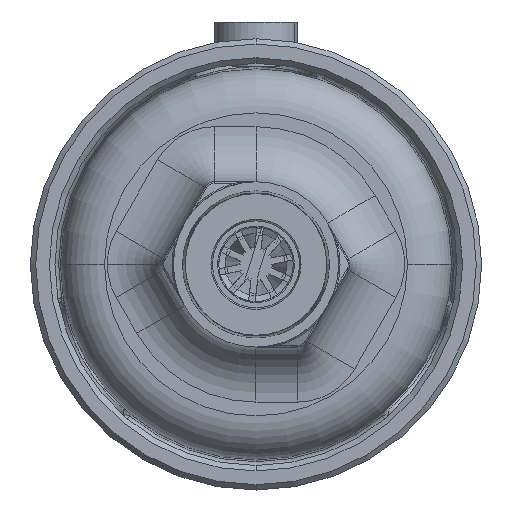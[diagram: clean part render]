
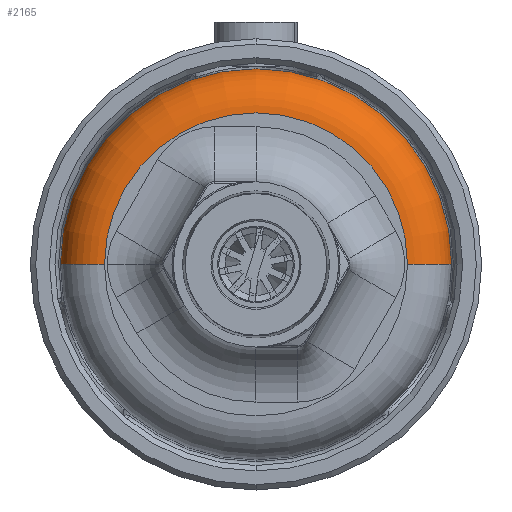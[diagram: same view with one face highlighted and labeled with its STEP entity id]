
A CAD part, front view. The second image highlights one B-rep face of the part: STEP entity #2165.
In plain terms, the highlighted toroidal (fillet/blend) face has major radius 27.5 mm and minor radius 8 mm.
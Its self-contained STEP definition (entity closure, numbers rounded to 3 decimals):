
#676 = EDGE_LOOP ( 'NONE', ( #14826, #14828, #14829, #14811 ) ) ;
#1742 = VERTEX_POINT ( 'NONE', #3100 ) ;
#1796 = VERTEX_POINT ( 'NONE', #3154 ) ;
#1804 = VERTEX_POINT ( 'NONE', #3162 ) ;
#1818 = VERTEX_POINT ( 'NONE', #3176 ) ;
#2165 = ADVANCED_FACE ( 'NONE', ( #7476 ), #7481, .T. ) ;
#3100 = CARTESIAN_POINT ( 'NONE',  ( -27.5, 44.5, 0. ) ) ;
#3154 = CARTESIAN_POINT ( 'NONE',  ( -35.5, 52.5, 0. ) ) ;
#3162 = CARTESIAN_POINT ( 'NONE',  ( 27.5, 44.5, 0. ) ) ;
#3176 = CARTESIAN_POINT ( 'NONE',  ( 35.5, 52.5, 0. ) ) ;
#3734 = DIRECTION ( 'NONE',  ( 0., 1., 0. ) ) ;
#3735 = CARTESIAN_POINT ( 'NONE',  ( 0., 52.5, 0. ) ) ;
#3817 = DIRECTION ( 'NONE',  ( -1., 0., 0. ) ) ;
#5791 = EDGE_CURVE ( 'NONE', #1742, #1796, #16100, .T. ) ;
#5792 = EDGE_CURVE ( 'NONE', #1796, #1818, #16102, .T. ) ;
#5793 = EDGE_CURVE ( 'NONE', #1804, #1818, #16101, .T. ) ;
#5794 = EDGE_CURVE ( 'NONE', #1804, #1742, #16104, .T. ) ;
#7476 = FACE_OUTER_BOUND ( 'NONE', #676, .T. ) ;
#7481 = TOROIDAL_SURFACE ( 'NONE', #15180, 27.5, 8. ) ;
#14811 = ORIENTED_EDGE ( 'NONE', *, *, #5791, .F. ) ;
#14826 = ORIENTED_EDGE ( 'NONE', *, *, #5794, .F. ) ;
#14828 = ORIENTED_EDGE ( 'NONE', *, *, #5793, .T. ) ;
#14829 = ORIENTED_EDGE ( 'NONE', *, *, #5792, .F. ) ;
#15180 = AXIS2_PLACEMENT_3D ( 'NONE', #3735, #3734, #3817 ) ;
#16100 = CIRCLE ( 'NONE', #16426, 8. ) ;
#16101 = CIRCLE ( 'NONE', #16430, 8. ) ;
#16102 = CIRCLE ( 'NONE', #16428, 35.5 ) ;
#16104 = CIRCLE ( 'NONE', #16432, 27.5 ) ;
#16426 = AXIS2_PLACEMENT_3D ( 'NONE', #17219, #17220, #17221 ) ;
#16428 = AXIS2_PLACEMENT_3D ( 'NONE', #17222, #17223, #17224 ) ;
#16430 = AXIS2_PLACEMENT_3D ( 'NONE', #17225, #17226, #17227 ) ;
#16432 = AXIS2_PLACEMENT_3D ( 'NONE', #17228, #17229, #17230 ) ;
#17219 = CARTESIAN_POINT ( 'NONE',  ( -27.5, 52.5, 0. ) ) ;
#17220 = DIRECTION ( 'NONE',  ( 0., 0., -1. ) ) ;
#17221 = DIRECTION ( 'NONE',  ( -1., 0., 0. ) ) ;
#17222 = CARTESIAN_POINT ( 'NONE',  ( 0., 52.5, 0. ) ) ;
#17223 = DIRECTION ( 'NONE',  ( 0., 1., 0. ) ) ;
#17224 = DIRECTION ( 'NONE',  ( -1., 0., 0. ) ) ;
#17225 = CARTESIAN_POINT ( 'NONE',  ( 27.5, 52.5, 0. ) ) ;
#17226 = DIRECTION ( 'NONE',  ( 0., 0., 1. ) ) ;
#17227 = DIRECTION ( 'NONE',  ( 1., 0., 0. ) ) ;
#17228 = CARTESIAN_POINT ( 'NONE',  ( 0., 44.5, 0. ) ) ;
#17229 = DIRECTION ( 'NONE',  ( 0., -1., 0. ) ) ;
#17230 = DIRECTION ( 'NONE',  ( -1., 0., 0. ) ) ;
